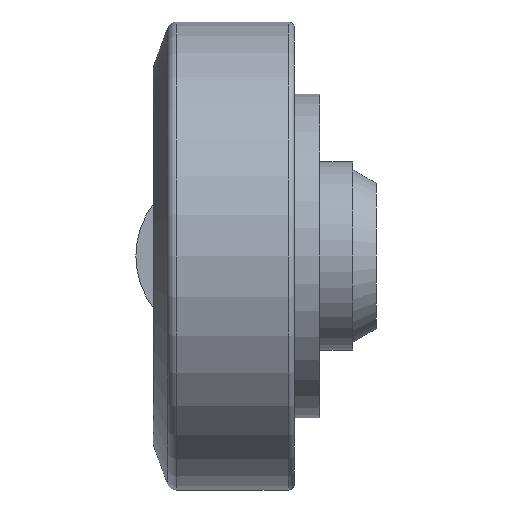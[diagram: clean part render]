
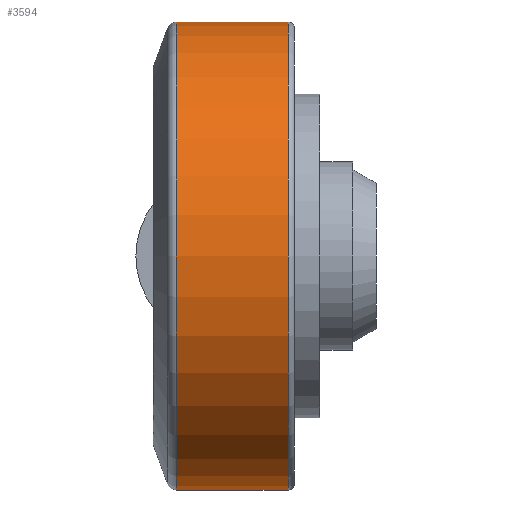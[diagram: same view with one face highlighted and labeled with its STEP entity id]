
A CAD part, front view. The second image highlights one B-rep face of the part: STEP entity #3594.
In plain terms, the highlighted cylindrical face has radius 74.5 mm (diameter 149 mm), a partial arc.
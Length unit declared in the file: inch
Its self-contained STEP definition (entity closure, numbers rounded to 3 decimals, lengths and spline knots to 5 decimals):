
#11 = EDGE_CURVE ( 'NONE', #725, #48, #3352, .T. ) ;
#48 = VERTEX_POINT ( 'NONE', #777 ) ;
#159 = DIRECTION ( 'NONE',  ( 0., 0., 1. ) ) ;
#216 = DIRECTION ( 'NONE',  ( 1., 0., 0. ) ) ;
#542 = LINE ( 'NONE', #1397, #1663 ) ;
#616 = LINE ( 'NONE', #1176, #3359 ) ;
#620 = VERTEX_POINT ( 'NONE', #2323 ) ;
#725 = VERTEX_POINT ( 'NONE', #2110 ) ;
#777 = CARTESIAN_POINT ( 'NONE',  ( 2.0673, 0., -2.93307 ) ) ;
#802 = DIRECTION ( 'NONE',  ( 0., 0., 1. ) ) ;
#911 = EDGE_LOOP ( 'NONE', ( #2896, #2461, #970, #3289 ) ) ;
#970 = ORIENTED_EDGE ( 'NONE', *, *, #11, .F. ) ;
#1051 = DIRECTION ( 'NONE',  ( 1., 0., 0. ) ) ;
#1065 = CARTESIAN_POINT ( 'NONE',  ( 3.16966, 0., 0. ) ) ;
#1176 = CARTESIAN_POINT ( 'NONE',  ( 3.16966, 0., 2.93307 ) ) ;
#1329 = AXIS2_PLACEMENT_3D ( 'NONE', #1065, #1051, #802 ) ;
#1397 = CARTESIAN_POINT ( 'NONE',  ( 3.16966, 0., -2.93307 ) ) ;
#1663 = VECTOR ( 'NONE', #2524, 39.37008 ) ;
#1759 = CARTESIAN_POINT ( 'NONE',  ( 0.66487, 0., -2.93307 ) ) ;
#1881 = CARTESIAN_POINT ( 'NONE',  ( 2.0673, 0., 0. ) ) ;
#2110 = CARTESIAN_POINT ( 'NONE',  ( 2.0673, 0., 2.93307 ) ) ;
#2115 = EDGE_CURVE ( 'NONE', #620, #725, #616, .T. ) ;
#2129 = AXIS2_PLACEMENT_3D ( 'NONE', #1881, #216, #3258 ) ;
#2174 = FACE_OUTER_BOUND ( 'NONE', #911, .T. ) ;
#2194 = CYLINDRICAL_SURFACE ( 'NONE', #1329, 2.93307 ) ;
#2322 = DIRECTION ( 'NONE',  ( 1., 0., 0. ) ) ;
#2323 = CARTESIAN_POINT ( 'NONE',  ( 0.66487, 0., 2.93307 ) ) ;
#2449 = DIRECTION ( 'NONE',  ( 1., 0., 0. ) ) ;
#2461 = ORIENTED_EDGE ( 'NONE', *, *, #2538, .T. ) ;
#2465 = EDGE_CURVE ( 'NONE', #620, #2920, #3015, .T. ) ;
#2524 = DIRECTION ( 'NONE',  ( 1., 0., 0. ) ) ;
#2538 = EDGE_CURVE ( 'NONE', #2920, #48, #542, .T. ) ;
#2896 = ORIENTED_EDGE ( 'NONE', *, *, #2465, .T. ) ;
#2920 = VERTEX_POINT ( 'NONE', #1759 ) ;
#2977 = CARTESIAN_POINT ( 'NONE',  ( 0.66487, 0., 0. ) ) ;
#3015 = CIRCLE ( 'NONE', #3311, 2.93307 ) ;
#3258 = DIRECTION ( 'NONE',  ( 0., 0., 1. ) ) ;
#3289 = ORIENTED_EDGE ( 'NONE', *, *, #2115, .F. ) ;
#3311 = AXIS2_PLACEMENT_3D ( 'NONE', #2977, #2449, #159 ) ;
#3352 = CIRCLE ( 'NONE', #2129, 2.93307 ) ;
#3359 = VECTOR ( 'NONE', #2322, 39.37008 ) ;
#3594 = ADVANCED_FACE ( 'NONE', ( #2174 ), #2194, .T. ) ;
